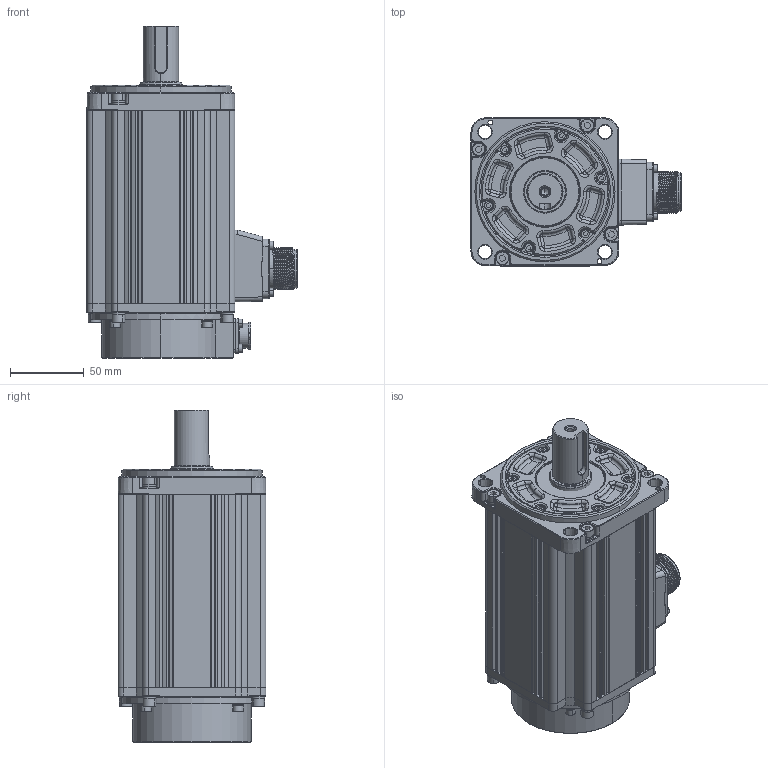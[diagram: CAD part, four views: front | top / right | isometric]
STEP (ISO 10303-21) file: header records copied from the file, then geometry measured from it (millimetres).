
FILE_DESCRIPTION (( 'STEP AP203' ), '1' );
FILE_NAME ('MS6L-100CN30B2-41P5.STEP', '2024-10-30T06:38:59', ( '' ), ( '' ), 'SwSTEP 2.0', 'SolidWorks 2022', '' );
FILE_SCHEMA (( 'CONFIG_CONTROL_DESIGN' ));
Length unit declared in the file: millimetre
Products named in the file (1): MS6L-100CN30B2-41P5
Bounding box: 142.4 x 100.3 x 225 mm (x, y, z)
Volume: 1617222.8 mm3; surface area: 216201.5 mm2
Topology: 61 solids, 65 shells, 3307 faces, 8512 edges, 5478 vertices
Faces by surface type: plane 1632, cylinder 757, bspline 493, cone 203, torus 182, sphere 40
Entity records: 119980 total; most frequent: CARTESIAN_POINT 43785, ORIENTED_EDGE 16856, DIRECTION 14020, EDGE_CURVE 8428, VERTEX_POINT 5458, AXIS2_PLACEMENT_3D 4744, VECTOR 4532, LINE 4532
